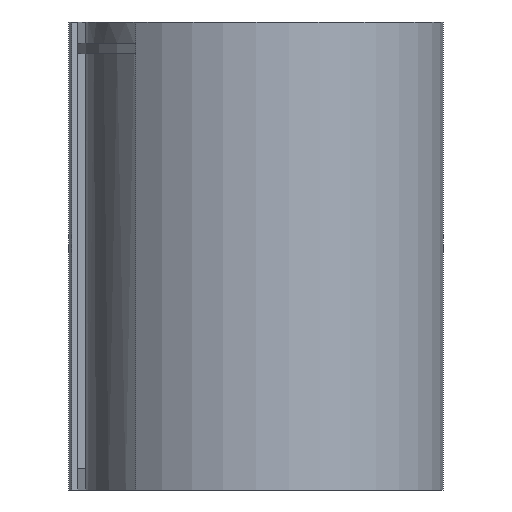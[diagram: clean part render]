
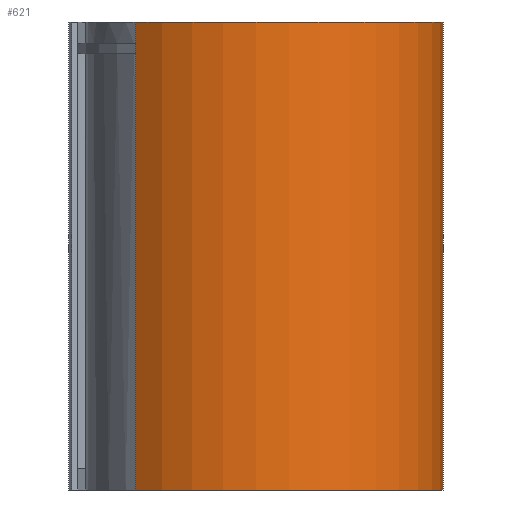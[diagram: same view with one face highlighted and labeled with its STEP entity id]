
A CAD part, front view. The second image highlights one B-rep face of the part: STEP entity #621.
In plain terms, the highlighted cylindrical face has radius 88 mm (diameter 176 mm), a partial arc.
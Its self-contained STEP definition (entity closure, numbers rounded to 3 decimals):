
#20 = DIRECTION ( 'NONE',  ( 0., 0., -1. ) ) ;
#63 = VERTEX_POINT ( 'NONE', #945 ) ;
#101 = FACE_OUTER_BOUND ( 'NONE', #155, .T. ) ;
#155 = EDGE_LOOP ( 'NONE', ( #1056, #1000, #1345, #455 ) ) ;
#214 = CARTESIAN_POINT ( 'NONE',  ( 0., 0., 220. ) ) ;
#237 = VECTOR ( 'NONE', #20, 1000. ) ;
#265 = CARTESIAN_POINT ( 'NONE',  ( 0., 0., 210. ) ) ;
#283 = CARTESIAN_POINT ( 'NONE',  ( 0., 0., 0. ) ) ;
#315 = CARTESIAN_POINT ( 'NONE',  ( -56.565, -67.412, 0. ) ) ;
#325 = CARTESIAN_POINT ( 'NONE',  ( 86.663, 15.281, 210. ) ) ;
#338 = EDGE_CURVE ( 'NONE', #1336, #1327, #597, .T. ) ;
#455 = ORIENTED_EDGE ( 'NONE', *, *, #901, .F. ) ;
#520 = CIRCLE ( 'NONE', #765, 88. ) ;
#534 = CARTESIAN_POINT ( 'NONE',  ( 86.663, 15.281, 220. ) ) ;
#539 = CIRCLE ( 'NONE', #1073, 88. ) ;
#597 = LINE ( 'NONE', #325, #759 ) ;
#603 = DIRECTION ( 'NONE',  ( 0., 0., -1. ) ) ;
#621 = ADVANCED_FACE ( 'NONE', ( #101 ), #1390, .T. ) ;
#665 = EDGE_CURVE ( 'NONE', #1475, #1327, #520, .T. ) ;
#678 = DIRECTION ( 'NONE',  ( 0., 0., -1. ) ) ;
#682 = AXIS2_PLACEMENT_3D ( 'NONE', #265, #603, #1410 ) ;
#747 = CARTESIAN_POINT ( 'NONE',  ( 86.663, 15.281, 0. ) ) ;
#759 = VECTOR ( 'NONE', #678, 1000. ) ;
#765 = AXIS2_PLACEMENT_3D ( 'NONE', #283, #1092, #971 ) ;
#900 = DIRECTION ( 'NONE',  ( -1., 0., 0. ) ) ;
#901 = EDGE_CURVE ( 'NONE', #63, #1336, #539, .T. ) ;
#945 = CARTESIAN_POINT ( 'NONE',  ( -56.565, -67.412, 220. ) ) ;
#971 = DIRECTION ( 'NONE',  ( -1., 0., 0. ) ) ;
#1000 = ORIENTED_EDGE ( 'NONE', *, *, #665, .T. ) ;
#1015 = DIRECTION ( 'NONE',  ( 0., 0., 1. ) ) ;
#1056 = ORIENTED_EDGE ( 'NONE', *, *, #1226, .T. ) ;
#1073 = AXIS2_PLACEMENT_3D ( 'NONE', #214, #1015, #900 ) ;
#1092 = DIRECTION ( 'NONE',  ( 0., 0., 1. ) ) ;
#1183 = CARTESIAN_POINT ( 'NONE',  ( -56.565, -67.412, 210. ) ) ;
#1226 = EDGE_CURVE ( 'NONE', #63, #1475, #1381, .T. ) ;
#1327 = VERTEX_POINT ( 'NONE', #747 ) ;
#1336 = VERTEX_POINT ( 'NONE', #534 ) ;
#1345 = ORIENTED_EDGE ( 'NONE', *, *, #338, .F. ) ;
#1381 = LINE ( 'NONE', #1183, #237 ) ;
#1390 = CYLINDRICAL_SURFACE ( 'NONE', #682, 88. ) ;
#1410 = DIRECTION ( 'NONE',  ( -1., 0., 0. ) ) ;
#1475 = VERTEX_POINT ( 'NONE', #315 ) ;
